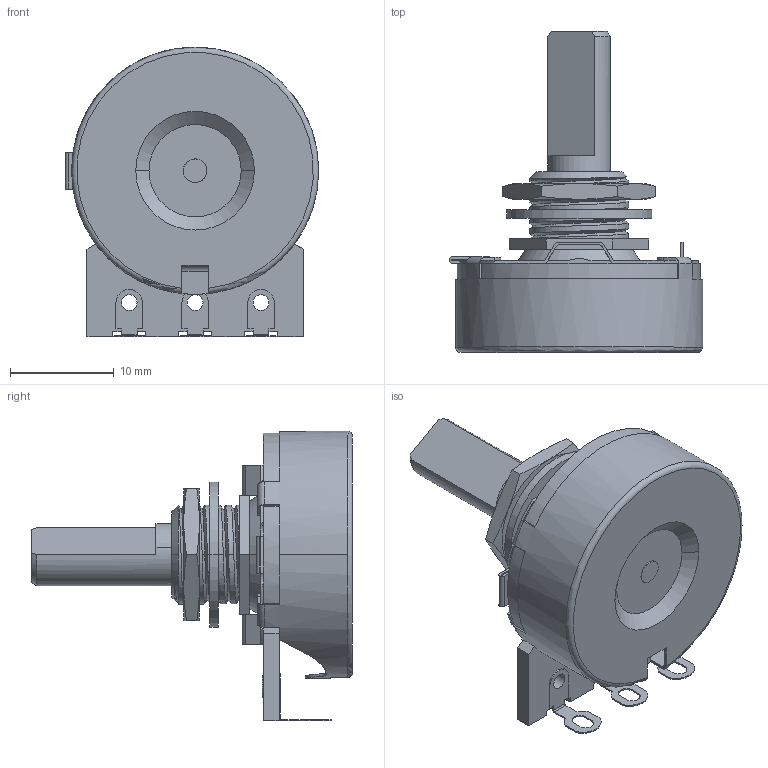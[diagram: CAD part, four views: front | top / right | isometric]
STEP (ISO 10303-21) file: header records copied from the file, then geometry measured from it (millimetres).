
FILE_DESCRIPTION((''),'2;1');
FILE_NAME('P231-FC20BR10K_SW0001','2013-08-20T',('BMozley'),(''),'PRO/ENGINEER BY PARAMETRIC TECHNOLOGY CORPORATION, 2013150','PRO/ENGINEER BY PARAMETRIC TECHNOLOGY CORPORATION, 2013150','');
FILE_SCHEMA(('CONFIG_CONTROL_DESIGN'));
Length unit declared in the file: inch
Products named in the file (1): P231-FC20BR10K_SW0001
Bounding box: 24.4 x 30.91 x 27.9 mm (x, y, z)
Volume: 2160.6 mm3; surface area: 4954.5 mm2
Topology: 3 solids, 3 shells, 378 faces, 1083 edges, 698 vertices
Faces by surface type: plane 221, cylinder 117, cone 23, torus 10, bspline 7
Entity records: 16445 total; most frequent: CARTESIAN_POINT 6429, ORIENTED_EDGE 2166, DIRECTION 2012, EDGE_CURVE 1083, VERTEX_POINT 698, VECTOR 684, LINE 684, AXIS2_PLACEMENT_3D 664
